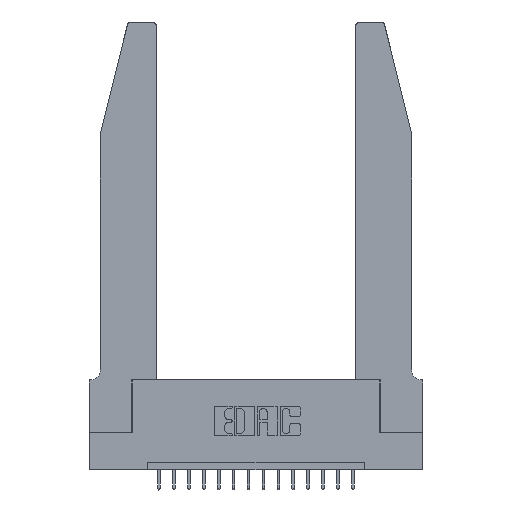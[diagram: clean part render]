
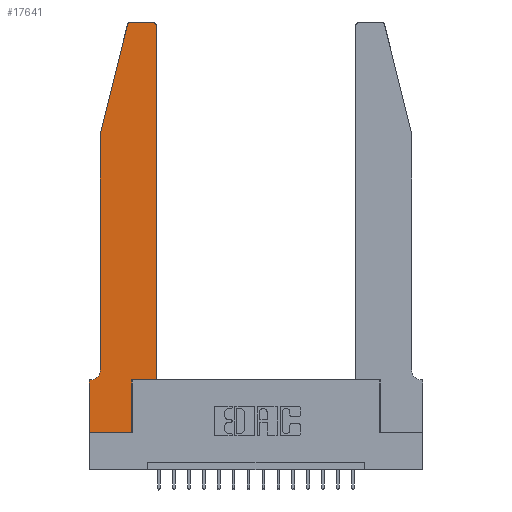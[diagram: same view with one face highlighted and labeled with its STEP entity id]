
A CAD part, top view. The second image highlights one B-rep face of the part: STEP entity #17641.
In plain terms, the highlighted planar face has unit normal (0, 0, 1).
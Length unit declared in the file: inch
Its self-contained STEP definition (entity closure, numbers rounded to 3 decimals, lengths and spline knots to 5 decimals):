
#85 = CIRCLE ( 'NONE', #1024, 0.03 ) ;
#176 = AXIS2_PLACEMENT_3D ( 'NONE', #2404, #2495, #3965 ) ;
#688 = EDGE_CURVE ( 'NONE', #4987, #16086, #5191, .T. ) ;
#871 = VERTEX_POINT ( 'NONE', #11166 ) ;
#1000 = VECTOR ( 'NONE', #6227, 39.37008 ) ;
#1024 = AXIS2_PLACEMENT_3D ( 'NONE', #2072, #3247, #15135 ) ;
#1091 = EDGE_CURVE ( 'NONE', #17720, #1334, #11120, .T. ) ;
#1334 = VERTEX_POINT ( 'NONE', #7065 ) ;
#1365 = ORIENTED_EDGE ( 'NONE', *, *, #18026, .T. ) ;
#1414 = LINE ( 'NONE', #16138, #18215 ) ;
#2072 = CARTESIAN_POINT ( 'NONE',  ( 0.4205, 2.72, 0.37 ) ) ;
#2404 = CARTESIAN_POINT ( 'NONE',  ( 0.284, 2.72, 0.37 ) ) ;
#2414 = CARTESIAN_POINT ( 'NONE',  ( 0.4505, 0.35, 0.37 ) ) ;
#2495 = DIRECTION ( 'NONE',  ( 0., 0., 1. ) ) ;
#2521 = DIRECTION ( 'NONE',  ( -0.239, -0.971, 0. ) ) ;
#2950 = PLANE ( 'NONE',  #8188 ) ;
#3050 = CARTESIAN_POINT ( 'NONE',  ( 0.4205, 2.75, 0.37 ) ) ;
#3051 = CARTESIAN_POINT ( 'NONE',  ( 0.4505, 0.35, 0.37 ) ) ;
#3193 = EDGE_CURVE ( 'NONE', #16086, #12550, #4233, .T. ) ;
#3247 = DIRECTION ( 'NONE',  ( 0., 0., 1. ) ) ;
#3715 = CARTESIAN_POINT ( 'NONE',  ( 0.2865, 0.35, 0.37 ) ) ;
#3784 = ORIENTED_EDGE ( 'NONE', *, *, #14140, .T. ) ;
#3794 = LINE ( 'NONE', #12680, #13656 ) ;
#3965 = DIRECTION ( 'NONE',  ( 1., 0., 0. ) ) ;
#4199 = CARTESIAN_POINT ( 'NONE',  ( 0., 0., 0.37 ) ) ;
#4233 = CIRCLE ( 'NONE', #176, 0.03 ) ;
#4332 = CARTESIAN_POINT ( 'NONE',  ( 0., 0., 0.37 ) ) ;
#4570 = VERTEX_POINT ( 'NONE', #16683 ) ;
#4987 = VERTEX_POINT ( 'NONE', #3050 ) ;
#5135 = EDGE_CURVE ( 'NONE', #4570, #17720, #9243, .T. ) ;
#5191 = LINE ( 'NONE', #15045, #18942 ) ;
#5339 = DIRECTION ( 'NONE',  ( 0., 1., 0. ) ) ;
#5564 = DIRECTION ( 'NONE',  ( -1., 0., 0. ) ) ;
#5637 = ORIENTED_EDGE ( 'NONE', *, *, #5135, .T. ) ;
#5870 = CARTESIAN_POINT ( 'NONE',  ( 0., 0.35, 0.37 ) ) ;
#6015 = ORIENTED_EDGE ( 'NONE', *, *, #15904, .T. ) ;
#6227 = DIRECTION ( 'NONE',  ( 0., -1., 0. ) ) ;
#6236 = VERTEX_POINT ( 'NONE', #12549 ) ;
#6349 = CIRCLE ( 'NONE', #16821, 0.07 ) ;
#6373 = DIRECTION ( 'NONE',  ( -1., 0., 0. ) ) ;
#6425 = DIRECTION ( 'NONE',  ( 1., 0., 0. ) ) ;
#6714 = DIRECTION ( 'NONE',  ( 0., -1., 0. ) ) ;
#7065 = CARTESIAN_POINT ( 'NONE',  ( 0.4505, 2.72, 0.37 ) ) ;
#7506 = DIRECTION ( 'NONE',  ( 0., 0., 1. ) ) ;
#7957 = ORIENTED_EDGE ( 'NONE', *, *, #15591, .T. ) ;
#8085 = DIRECTION ( 'NONE',  ( -1., 0., 0. ) ) ;
#8188 = AXIS2_PLACEMENT_3D ( 'NONE', #5870, #7506, #8864 ) ;
#8201 = EDGE_CURVE ( 'NONE', #18347, #4570, #16949, .T. ) ;
#8226 = ORIENTED_EDGE ( 'NONE', *, *, #13145, .T. ) ;
#8281 = VERTEX_POINT ( 'NONE', #4199 ) ;
#8864 = DIRECTION ( 'NONE',  ( 1., 0., 0. ) ) ;
#8991 = EDGE_CURVE ( 'NONE', #871, #8281, #1414, .T. ) ;
#9236 = CARTESIAN_POINT ( 'NONE',  ( 0.2865, 0., 0.37 ) ) ;
#9243 = LINE ( 'NONE', #12035, #13490 ) ;
#9267 = ORIENTED_EDGE ( 'NONE', *, *, #8201, .T. ) ;
#9271 = EDGE_CURVE ( 'NONE', #10757, #871, #18156, .T. ) ;
#9485 = ORIENTED_EDGE ( 'NONE', *, *, #688, .T. ) ;
#9514 = CARTESIAN_POINT ( 'NONE',  ( 0.0755, 0.42, 0.37 ) ) ;
#9552 = VECTOR ( 'NONE', #5339, 39.37008 ) ;
#9592 = CARTESIAN_POINT ( 'NONE',  ( 0.0055, 0.35, 0.37 ) ) ;
#9620 = DIRECTION ( 'NONE',  ( 0., 1., 0. ) ) ;
#10124 = LINE ( 'NONE', #4332, #12754 ) ;
#10571 = ORIENTED_EDGE ( 'NONE', *, *, #8991, .T. ) ;
#10757 = VERTEX_POINT ( 'NONE', #9592 ) ;
#11120 = LINE ( 'NONE', #2414, #9552 ) ;
#11166 = CARTESIAN_POINT ( 'NONE',  ( 0., 0.35, 0.37 ) ) ;
#12033 = ORIENTED_EDGE ( 'NONE', *, *, #3193, .T. ) ;
#12035 = CARTESIAN_POINT ( 'NONE',  ( 0.4505, 0.35, 0.37 ) ) ;
#12157 = CARTESIAN_POINT ( 'NONE',  ( 0.25487, 2.72718, 0.37 ) ) ;
#12549 = CARTESIAN_POINT ( 'NONE',  ( 0.0755, 2., 0.37 ) ) ;
#12550 = VERTEX_POINT ( 'NONE', #12157 ) ;
#12650 = VECTOR ( 'NONE', #9620, 39.37008 ) ;
#12680 = CARTESIAN_POINT ( 'NONE',  ( 0.0755, 2., 0.37 ) ) ;
#12754 = VECTOR ( 'NONE', #16291, 39.37008 ) ;
#13145 = EDGE_CURVE ( 'NONE', #12550, #6236, #3794, .T. ) ;
#13490 = VECTOR ( 'NONE', #6425, 39.37008 ) ;
#13635 = EDGE_LOOP ( 'NONE', ( #9485, #12033, #8226, #6015, #1365, #18389, #10571, #3784, #9267, #5637, #15386, #7957 ) ) ;
#13656 = VECTOR ( 'NONE', #2521, 39.37008 ) ;
#14140 = EDGE_CURVE ( 'NONE', #8281, #18347, #10124, .T. ) ;
#15018 = LINE ( 'NONE', #18101, #1000 ) ;
#15045 = CARTESIAN_POINT ( 'NONE',  ( 0.2605, 2.75, 0.37 ) ) ;
#15135 = DIRECTION ( 'NONE',  ( 1., 0., 0. ) ) ;
#15386 = ORIENTED_EDGE ( 'NONE', *, *, #1091, .T. ) ;
#15591 = EDGE_CURVE ( 'NONE', #1334, #4987, #85, .T. ) ;
#15904 = EDGE_CURVE ( 'NONE', #6236, #16093, #15018, .T. ) ;
#16086 = VERTEX_POINT ( 'NONE', #17221 ) ;
#16093 = VERTEX_POINT ( 'NONE', #9514 ) ;
#16138 = CARTESIAN_POINT ( 'NONE',  ( 0., 0., 0.37 ) ) ;
#16291 = DIRECTION ( 'NONE',  ( 1., 0., 0. ) ) ;
#16683 = CARTESIAN_POINT ( 'NONE',  ( 0.2865, 0.35, 0.37 ) ) ;
#16821 = AXIS2_PLACEMENT_3D ( 'NONE', #18514, #18791, #5564 ) ;
#16949 = LINE ( 'NONE', #3715, #12650 ) ;
#17221 = CARTESIAN_POINT ( 'NONE',  ( 0.284, 2.75, 0.37 ) ) ;
#17641 = ADVANCED_FACE ( 'NONE', ( #18910 ), #2950, .T. ) ;
#17720 = VERTEX_POINT ( 'NONE', #3051 ) ;
#18026 = EDGE_CURVE ( 'NONE', #16093, #10757, #6349, .T. ) ;
#18101 = CARTESIAN_POINT ( 'NONE',  ( 0.0755, 2., 0.37 ) ) ;
#18156 = LINE ( 'NONE', #18251, #19162 ) ;
#18215 = VECTOR ( 'NONE', #6714, 39.37008 ) ;
#18251 = CARTESIAN_POINT ( 'NONE',  ( 0.0755, 0.35, 0.37 ) ) ;
#18347 = VERTEX_POINT ( 'NONE', #9236 ) ;
#18389 = ORIENTED_EDGE ( 'NONE', *, *, #9271, .T. ) ;
#18514 = CARTESIAN_POINT ( 'NONE',  ( 0.0055, 0.42, 0.37 ) ) ;
#18791 = DIRECTION ( 'NONE',  ( 0., 0., -1. ) ) ;
#18910 = FACE_OUTER_BOUND ( 'NONE', #13635, .T. ) ;
#18942 = VECTOR ( 'NONE', #8085, 39.37008 ) ;
#19162 = VECTOR ( 'NONE', #6373, 39.37008 ) ;
